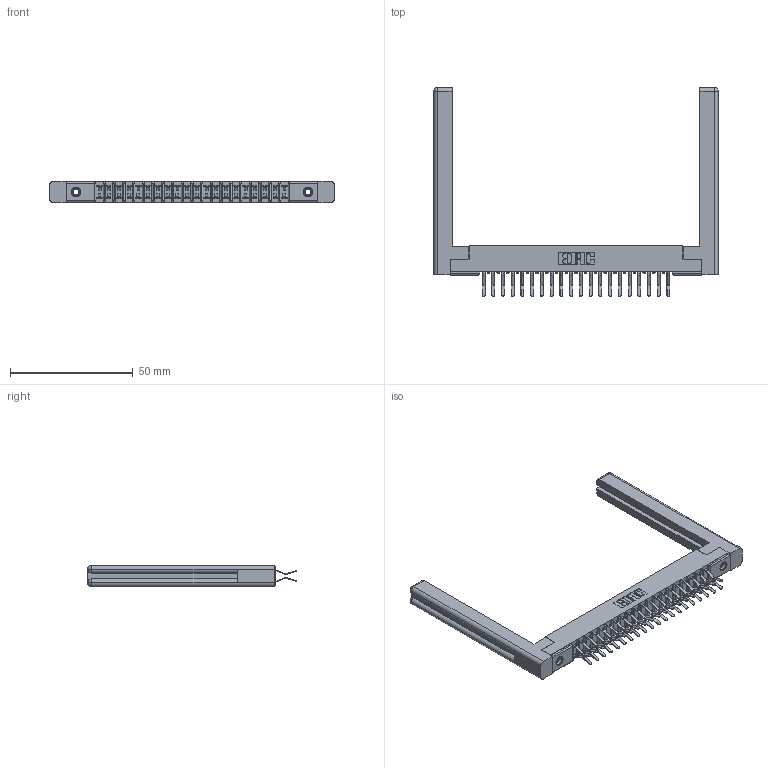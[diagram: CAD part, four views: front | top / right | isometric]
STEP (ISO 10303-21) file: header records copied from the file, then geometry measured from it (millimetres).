
FILE_DESCRIPTION (( 'STEP AP203' ), '1' );
FILE_NAME ('307-040-560-258.STEP', '2019-09-06T06:07:34', ( '' ), ( '' ), 'SwSTEP 2.0', 'SolidWorks 2016', '' );
FILE_SCHEMA (( 'CONFIG_CONTROL_DESIGN' ));
Length unit declared in the file: inch
Products named in the file (5): 307 Part_.156 Dia Mounting Holes; 345-250-001_345-250-001-102; 307-220-058; 307-040-560-258; 307-290-001_560
Assembly tree (45 placements, depth 2):
  307-040-560-258
    307 Part_.156 Dia Mounting Holes
    307-290-001_560  x40
    307-220-058  x2
    345-250-001_345-250-001-102  x2
Bounding box: 115.87 x 85.04 x 8.71 mm (x, y, z)
Volume: 15316.2 mm3; surface area: 18763.6 mm2
Topology: 45 solids, 45 shells, 2281 faces, 6357 edges, 4114 vertices
Faces by surface type: plane 1474, cylinder 741, sphere 42, torus 12, cone 12
Entity records: 23235 total; most frequent: CARTESIAN_POINT 3827, ORIENTED_EDGE 3732, DIRECTION 3716, EDGE_CURVE 1866, LINE 1418, VECTOR 1418, VERTEX_POINT 1206, AXIS2_PLACEMENT_3D 1149
